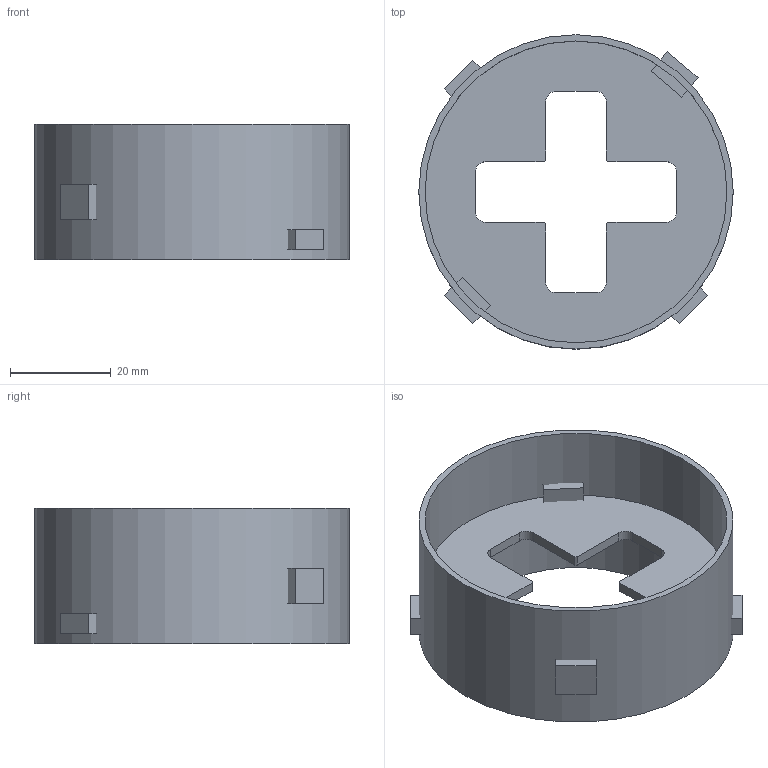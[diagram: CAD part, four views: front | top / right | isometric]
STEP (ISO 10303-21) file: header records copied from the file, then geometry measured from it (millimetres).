
FILE_DESCRIPTION(('HOOPS Exchange Step'),'2;1');
FILE_NAME('temp_export','2023-07-06T22:55:05+19:00',('mobile'),('Shapr3D Limited'),'HOOPS Exchange 2022.2','Shapr3D','Authorized');
FILE_SCHEMA( ('AUTOMOTIVE_DESIGN { 1 0 10303 214 1 1 1 1 }') );
Length unit declared in the file: millimetre
Products named in the file (2): Compass Mount; root
Assembly tree (1 placements, depth 2):
  root
    Compass Mount
Bounding box: 62.5 x 62.5 x 27 mm (x, y, z)
Volume: 24479.4 mm3; surface area: 15225 mm2
Topology: 5 solids, 5 shells, 55 faces, 133 edges, 90 vertices
Faces by surface type: plane 44, cylinder 11
Full cylindrical faces by diameter (mm): 44 x1, 60 x1, 62.5 x1
Entity records: 1648 total; most frequent: CARTESIAN_POINT 280, DIRECTION 273, ORIENTED_EDGE 266, EDGE_CURVE 133, VECTOR 107, LINE 107, VERTEX_POINT 90, AXIS2_PLACEMENT_3D 83
